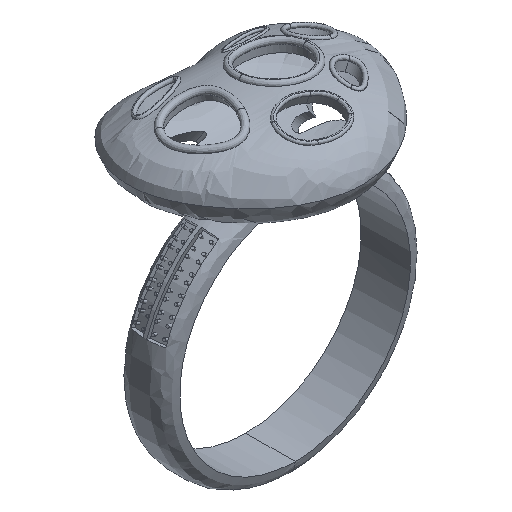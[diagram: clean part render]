
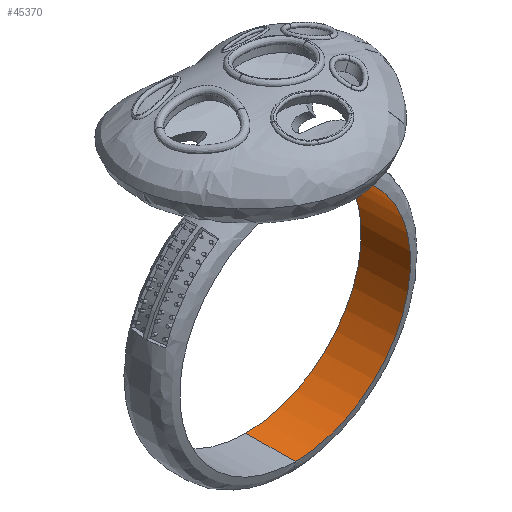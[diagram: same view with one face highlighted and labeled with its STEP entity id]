
A CAD part, isometric view. The second image highlights one B-rep face of the part: STEP entity #45370.
In plain terms, the highlighted free-form (B-spline) face has degree [1, 3] with [2, 21] control points.
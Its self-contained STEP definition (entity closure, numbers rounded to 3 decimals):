
#41223 = VERTEX_POINT('',#41224);
#41224 = CARTESIAN_POINT('',(0.,-1.923,
    9.021));
#41280 = VERTEX_POINT('',#41281);
#41281 = CARTESIAN_POINT('',(0.,1.923,
    9.021));
#41289 = VERTEX_POINT('',#41290);
#41290 = CARTESIAN_POINT('',(0.,1.923,
    -9.021));
#41315 = VERTEX_POINT('',#41316);
#41316 = CARTESIAN_POINT('',(0.,-1.923,
    -9.021));
#41820 = EDGE_CURVE('',#41315,#41289,#41821,.T.);
#41821 = B_SPLINE_CURVE_WITH_KNOTS('',1,(#41822,#41823),.UNSPECIFIED.,
  .F.,.F.,(2,2),(-1.,0.),.PIECEWISE_BEZIER_KNOTS.);
#41822 = CARTESIAN_POINT('',(0.,-1.923,
    -9.021));
#41823 = CARTESIAN_POINT('',(0.,1.923,
    -9.021));
#41826 = EDGE_CURVE('',#41223,#41280,#41827,.T.);
#41827 = B_SPLINE_CURVE_WITH_KNOTS('',1,(#41828,#41829),.UNSPECIFIED.,
  .F.,.F.,(2,2),(-1.,0.),.PIECEWISE_BEZIER_KNOTS.);
#41828 = CARTESIAN_POINT('',(0.,-1.923,
    9.021));
#41829 = CARTESIAN_POINT('',(0.,1.923,
    9.021));
#45178 = EDGE_CURVE('',#41223,#41315,#45179,.T.);
#45179 = B_SPLINE_CURVE_WITH_KNOTS('',3,(#45180,#45181,#45182,#45183,
    #45184,#45185,#45186,#45187,#45188,#45189,#45190,#45191,#45192,
    #45193,#45194,#45195,#45196,#45197,#45198,#45199,#45200),
  .UNSPECIFIED.,.F.,.F.,(4,1,1,1,1,1,1,1,1,1,1,1,1,1,1,1,1,1,4),(
    27.175,27.966,28.758,30.435,
    32.183,33.968,35.754,37.501,
    39.179,40.762,42.345,44.023,
    45.771,47.556,49.341,51.089,
    52.767,53.558,54.349),.UNSPECIFIED.);
#45180 = CARTESIAN_POINT('',(0.,-1.923,
    9.021));
#45181 = CARTESIAN_POINT('',(0.275,-1.923,
    9.021));
#45182 = CARTESIAN_POINT('',(0.825,-1.923,
    8.996));
#45183 = CARTESIAN_POINT('',(1.949,-1.923,
    8.841));
#45184 = CARTESIAN_POINT('',(3.365,-1.923,
    8.434));
#45185 = CARTESIAN_POINT('',(4.982,-1.923,
    7.596));
#45186 = CARTESIAN_POINT('',(6.424,-1.923,
    6.424));
#45187 = CARTESIAN_POINT('',(7.596,-1.923,
    4.982));
#45188 = CARTESIAN_POINT('',(8.434,-1.923,
    3.365));
#45189 = CARTESIAN_POINT('',(8.917,-1.923,
    1.684));
#45190 = CARTESIAN_POINT('',(9.072,-1.923,
    0.));
#45191 = CARTESIAN_POINT('',(8.917,-1.923,
    -1.684));
#45192 = CARTESIAN_POINT('',(8.434,-1.923,
    -3.365));
#45193 = CARTESIAN_POINT('',(7.596,-1.923,
    -4.982));
#45194 = CARTESIAN_POINT('',(6.424,-1.923,
    -6.424));
#45195 = CARTESIAN_POINT('',(4.982,-1.923,
    -7.596));
#45196 = CARTESIAN_POINT('',(3.365,-1.923,
    -8.434));
#45197 = CARTESIAN_POINT('',(1.949,-1.923,-8.841
    ));
#45198 = CARTESIAN_POINT('',(0.825,-1.923,
    -8.996));
#45199 = CARTESIAN_POINT('',(0.275,-1.923,
    -9.021));
#45200 = CARTESIAN_POINT('',(0.,-1.923,
    -9.021));
#45203 = EDGE_CURVE('',#41289,#41280,#45204,.T.);
#45204 = B_SPLINE_CURVE_WITH_KNOTS('',3,(#45205,#45206,#45207,#45208,
    #45209,#45210,#45211,#45212,#45213,#45214,#45215,#45216,#45217,
    #45218,#45219,#45220,#45221,#45222,#45223,#45224,#45225),
  .UNSPECIFIED.,.F.,.F.,(4,1,1,1,1,1,1,1,1,1,1,1,1,1,1,1,1,1,4),(
    -54.349,-53.558,-52.767,-51.089,
    -49.341,-47.556,-45.771,-44.023,
    -42.345,-40.762,-39.179,-37.501,
    -35.754,-33.968,-32.183,-30.435,
    -28.758,-27.966,-27.175),.UNSPECIFIED.);
#45205 = CARTESIAN_POINT('',(0.,1.923,
    -9.021));
#45206 = CARTESIAN_POINT('',(0.275,1.923,
    -9.021));
#45207 = CARTESIAN_POINT('',(0.825,1.923,
    -8.996));
#45208 = CARTESIAN_POINT('',(1.949,1.923,-8.841)
  );
#45209 = CARTESIAN_POINT('',(3.365,1.923,
    -8.434));
#45210 = CARTESIAN_POINT('',(4.982,1.923,
    -7.596));
#45211 = CARTESIAN_POINT('',(6.424,1.923,
    -6.424));
#45212 = CARTESIAN_POINT('',(7.596,1.923,-4.982
    ));
#45213 = CARTESIAN_POINT('',(8.434,1.923,
    -3.365));
#45214 = CARTESIAN_POINT('',(8.917,1.923,
    -1.684));
#45215 = CARTESIAN_POINT('',(9.072,1.923,
    0.));
#45216 = CARTESIAN_POINT('',(8.917,1.923,1.684
    ));
#45217 = CARTESIAN_POINT('',(8.434,1.923,
    3.365));
#45218 = CARTESIAN_POINT('',(7.596,1.923,4.982
    ));
#45219 = CARTESIAN_POINT('',(6.424,1.923,6.424
    ));
#45220 = CARTESIAN_POINT('',(4.982,1.923,
    7.596));
#45221 = CARTESIAN_POINT('',(3.365,1.923,
    8.434));
#45222 = CARTESIAN_POINT('',(1.949,1.923,
    8.841));
#45223 = CARTESIAN_POINT('',(0.825,1.923,
    8.996));
#45224 = CARTESIAN_POINT('',(0.275,1.923,9.021
    ));
#45225 = CARTESIAN_POINT('',(0.,1.923,
    9.021));
#45370 = ADVANCED_FACE('',(#45371),#45377,.T.);
#45371 = FACE_BOUND('',#45372,.T.);
#45372 = EDGE_LOOP('',(#45373,#45374,#45375,#45376));
#45373 = ORIENTED_EDGE('',*,*,#41826,.T.);
#45374 = ORIENTED_EDGE('',*,*,#45203,.F.);
#45375 = ORIENTED_EDGE('',*,*,#41820,.F.);
#45376 = ORIENTED_EDGE('',*,*,#45178,.F.);
#45377 = B_SPLINE_SURFACE_WITH_KNOTS('',1,3,(
    (#45378,#45379,#45380,#45381,#45382,#45383,#45384,#45385,#45386
      ,#45387,#45388,#45389,#45390,#45391,#45392,#45393,#45394,#45395
      ,#45396,#45397,#45398)
    ,(#45399,#45400,#45401,#45402,#45403,#45404,#45405,#45406,#45407
      ,#45408,#45409,#45410,#45411,#45412,#45413,#45414,#45415,#45416
      ,#45417,#45418,#45419
    )),.UNSPECIFIED.,.F.,.F.,.F.,(2,2),(4,1,1,1,1,1,1,1,1,1,1,1,1,1,1,1,
    1,1,4),(-1.,0.),(27.175,27.966,28.758,
    30.435,32.183,33.968,35.754,
    37.501,39.179,40.762,42.345,
    44.023,45.771,47.556,49.341,
    51.089,52.767,53.558,54.349),
  .UNSPECIFIED.);
#45378 = CARTESIAN_POINT('',(0.,-1.923,
    9.021));
#45379 = CARTESIAN_POINT('',(0.275,-1.923,
    9.021));
#45380 = CARTESIAN_POINT('',(0.825,-1.923,
    8.996));
#45381 = CARTESIAN_POINT('',(1.949,-1.923,
    8.841));
#45382 = CARTESIAN_POINT('',(3.365,-1.923,
    8.434));
#45383 = CARTESIAN_POINT('',(4.982,-1.923,
    7.596));
#45384 = CARTESIAN_POINT('',(6.424,-1.923,
    6.424));
#45385 = CARTESIAN_POINT('',(7.596,-1.923,
    4.982));
#45386 = CARTESIAN_POINT('',(8.434,-1.923,
    3.365));
#45387 = CARTESIAN_POINT('',(8.917,-1.923,
    1.684));
#45388 = CARTESIAN_POINT('',(9.072,-1.923,
    0.));
#45389 = CARTESIAN_POINT('',(8.917,-1.923,
    -1.684));
#45390 = CARTESIAN_POINT('',(8.434,-1.923,
    -3.365));
#45391 = CARTESIAN_POINT('',(7.596,-1.923,
    -4.982));
#45392 = CARTESIAN_POINT('',(6.424,-1.923,
    -6.424));
#45393 = CARTESIAN_POINT('',(4.982,-1.923,
    -7.596));
#45394 = CARTESIAN_POINT('',(3.365,-1.923,
    -8.434));
#45395 = CARTESIAN_POINT('',(1.949,-1.923,-8.841
    ));
#45396 = CARTESIAN_POINT('',(0.825,-1.923,
    -8.996));
#45397 = CARTESIAN_POINT('',(0.275,-1.923,
    -9.021));
#45398 = CARTESIAN_POINT('',(0.,-1.923,
    -9.021));
#45399 = CARTESIAN_POINT('',(0.,1.923,
    9.021));
#45400 = CARTESIAN_POINT('',(0.275,1.923,9.021
    ));
#45401 = CARTESIAN_POINT('',(0.825,1.923,
    8.996));
#45402 = CARTESIAN_POINT('',(1.949,1.923,
    8.841));
#45403 = CARTESIAN_POINT('',(3.365,1.923,
    8.434));
#45404 = CARTESIAN_POINT('',(4.982,1.923,
    7.596));
#45405 = CARTESIAN_POINT('',(6.424,1.923,6.424
    ));
#45406 = CARTESIAN_POINT('',(7.596,1.923,4.982
    ));
#45407 = CARTESIAN_POINT('',(8.434,1.923,
    3.365));
#45408 = CARTESIAN_POINT('',(8.917,1.923,1.684
    ));
#45409 = CARTESIAN_POINT('',(9.072,1.923,
    0.));
#45410 = CARTESIAN_POINT('',(8.917,1.923,
    -1.684));
#45411 = CARTESIAN_POINT('',(8.434,1.923,
    -3.365));
#45412 = CARTESIAN_POINT('',(7.596,1.923,-4.982
    ));
#45413 = CARTESIAN_POINT('',(6.424,1.923,
    -6.424));
#45414 = CARTESIAN_POINT('',(4.982,1.923,
    -7.596));
#45415 = CARTESIAN_POINT('',(3.365,1.923,
    -8.434));
#45416 = CARTESIAN_POINT('',(1.949,1.923,-8.841)
  );
#45417 = CARTESIAN_POINT('',(0.825,1.923,
    -8.996));
#45418 = CARTESIAN_POINT('',(0.275,1.923,
    -9.021));
#45419 = CARTESIAN_POINT('',(0.,1.923,
    -9.021));
